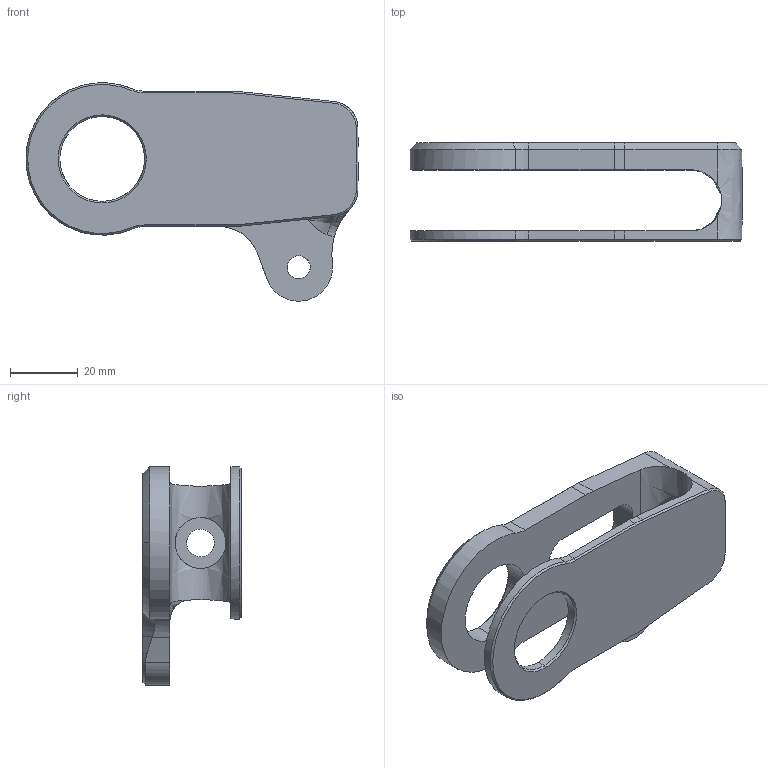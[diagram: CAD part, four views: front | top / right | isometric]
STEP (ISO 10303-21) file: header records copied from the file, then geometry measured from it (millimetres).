
FILE_DESCRIPTION(/* description */ (''),/* implementation_level */ '2;1');
FILE_NAME(/* name */ 'TEB9B9~1',/* time_stamp */ '2022-05-23T11:07:55+02:00',/* author */ (''),/* organization */ (''),/* preprocessor_version */ 'ST-DEVELOPER v16.5',/* originating_system */ '',/* authorisation */ '');
FILE_SCHEMA (('AUTOMOTIVE_DESIGN_CC2'));
Length unit declared in the file: millimetre
Products named in the file (1): Document
Bounding box: 98 x 29 x 64.48 mm (x, y, z)
Volume: 37443.2 mm3; surface area: 17741.5 mm2
Topology: 1 solids, 1 shells, 169 faces, 493 edges, 333 vertices
Faces by surface type: bspline 169
Entity records: 12706 total; most frequent: CARTESIAN_POINT 6467, B_SPLINE_CURVE_WITH_KNOTS 1294, ORIENTED_EDGE 980, PCURVE 980, DEFINITIONAL_REPRESENTATION 980, SURFACE_CURVE 490, EDGE_CURVE 490, VERTEX_POINT 330
